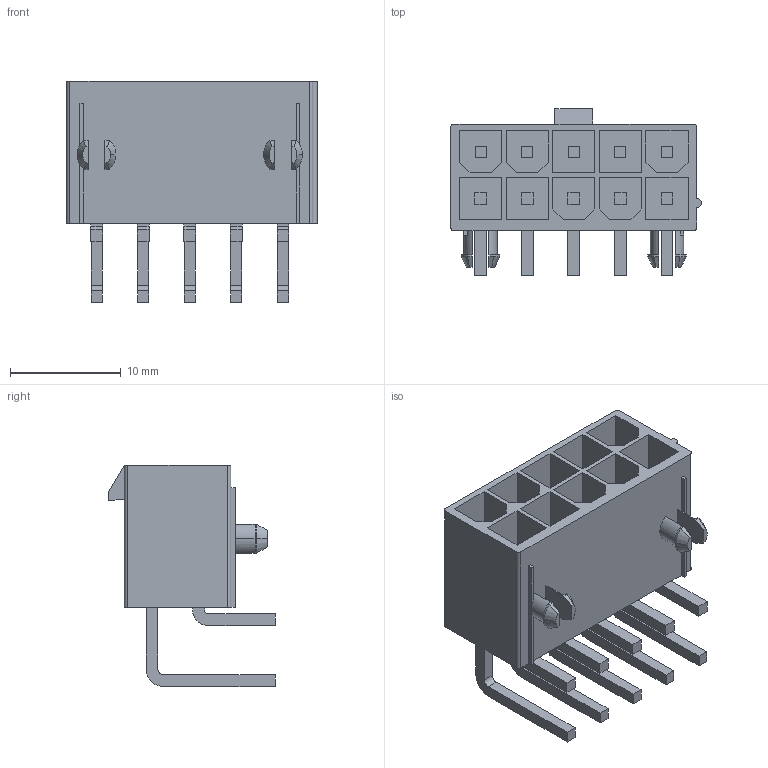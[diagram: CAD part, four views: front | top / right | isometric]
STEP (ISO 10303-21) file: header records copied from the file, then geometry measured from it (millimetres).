
FILE_DESCRIPTION(('STEP AP214'),'1');
FILE_NAME('39-30-1100.stp','2017-04-21T09:42:09',('TraceParts'),('TraceParts S.A.'),'Spatial InterOp 3D',' ',' ');
FILE_SCHEMA(('automotive_design'));
Length unit declared in the file: millimetre
Products named in the file (2): 39-30-1100_1; 1
Bounding box: 22.6 x 15 x 19.93 mm (x, y, z)
Volume: 1656.4 mm3; surface area: 3321 mm2
Topology: 1 solids, 1 shells, 282 faces, 744 edges, 522 vertices
Faces by surface type: plane 232, cylinder 42, cone 8
Entity records: 8637 total; most frequent: CARTESIAN_POINT 1522, ORIENTED_EDGE 1436, DIRECTION 1424, EDGE_CURVE 718, LINE 616, VECTOR 616, VERTEX_POINT 470, AXIS2_PLACEMENT_3D 404
